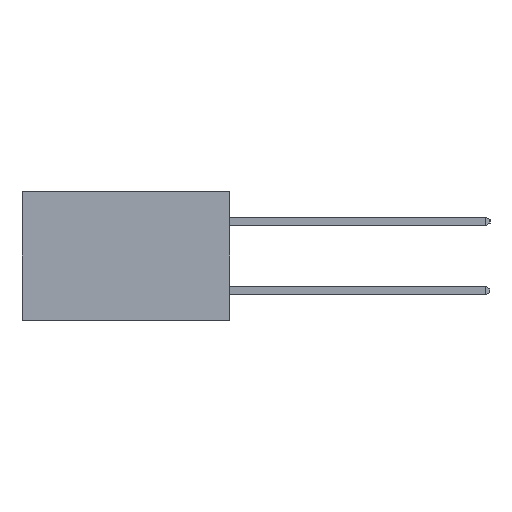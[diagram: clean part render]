
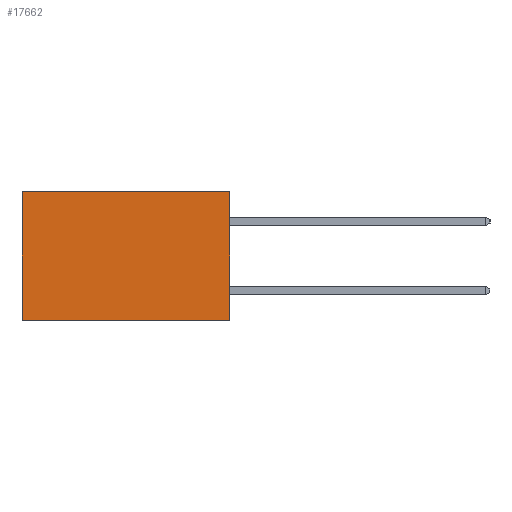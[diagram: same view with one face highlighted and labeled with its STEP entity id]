
A CAD part, left-side view. The second image highlights one B-rep face of the part: STEP entity #17662.
In plain terms, the highlighted planar face has unit normal (-1, 0, 0).
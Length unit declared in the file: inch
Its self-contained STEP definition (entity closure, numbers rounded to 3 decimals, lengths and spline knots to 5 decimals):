
#892 = ORIENTED_EDGE ( 'NONE', *, *, #5436, .T. ) ;
#1990 = PLANE ( 'NONE',  #8181 ) ;
#3115 = DIRECTION ( 'NONE',  ( 0., 0., -1. ) ) ;
#3417 = DIRECTION ( 'NONE',  ( 0., 0., -1. ) ) ;
#3483 = EDGE_CURVE ( 'NONE', #11355, #15488, #16473, .T. ) ;
#3842 = EDGE_LOOP ( 'NONE', ( #892, #4334, #17815, #12484 ) ) ;
#4334 = ORIENTED_EDGE ( 'NONE', *, *, #11766, .F. ) ;
#4547 = VERTEX_POINT ( 'NONE', #14759 ) ;
#4703 = FACE_OUTER_BOUND ( 'NONE', #3842, .T. ) ;
#5311 = LINE ( 'NONE', #8073, #8566 ) ;
#5436 = EDGE_CURVE ( 'NONE', #6744, #4547, #10370, .T. ) ;
#5714 = CARTESIAN_POINT ( 'NONE',  ( 0.298, 0.6, 0. ) ) ;
#6206 = LINE ( 'NONE', #12623, #16859 ) ;
#6696 = VECTOR ( 'NONE', #3115, 39.37008 ) ;
#6744 = VERTEX_POINT ( 'NONE', #11550 ) ;
#7480 = EDGE_CURVE ( 'NONE', #11355, #6744, #6206, .T. ) ;
#7665 = DIRECTION ( 'NONE',  ( 0., 1., 0. ) ) ;
#8073 = CARTESIAN_POINT ( 'NONE',  ( 0.298, 0., -0.37 ) ) ;
#8181 = AXIS2_PLACEMENT_3D ( 'NONE', #10348, #11756, #3417 ) ;
#8566 = VECTOR ( 'NONE', #16386, 39.37008 ) ;
#8617 = CARTESIAN_POINT ( 'NONE',  ( 0.298, 0., 0. ) ) ;
#8643 = VECTOR ( 'NONE', #13680, 39.37008 ) ;
#10162 = CARTESIAN_POINT ( 'NONE',  ( 0.298, 0., 0. ) ) ;
#10348 = CARTESIAN_POINT ( 'NONE',  ( 0.298, 0., 0. ) ) ;
#10370 = LINE ( 'NONE', #5714, #6696 ) ;
#11355 = VERTEX_POINT ( 'NONE', #8617 ) ;
#11550 = CARTESIAN_POINT ( 'NONE',  ( 0.298, 0.6, 0. ) ) ;
#11756 = DIRECTION ( 'NONE',  ( 1., 0., 0. ) ) ;
#11766 = EDGE_CURVE ( 'NONE', #15488, #4547, #5311, .T. ) ;
#12484 = ORIENTED_EDGE ( 'NONE', *, *, #7480, .T. ) ;
#12623 = CARTESIAN_POINT ( 'NONE',  ( 0.298, 0., 0. ) ) ;
#13680 = DIRECTION ( 'NONE',  ( 0., 0., -1. ) ) ;
#14759 = CARTESIAN_POINT ( 'NONE',  ( 0.298, 0.6, -0.37 ) ) ;
#15488 = VERTEX_POINT ( 'NONE', #15867 ) ;
#15867 = CARTESIAN_POINT ( 'NONE',  ( 0.298, 0., -0.37 ) ) ;
#16386 = DIRECTION ( 'NONE',  ( 0., 1., 0. ) ) ;
#16473 = LINE ( 'NONE', #10162, #8643 ) ;
#16859 = VECTOR ( 'NONE', #7665, 39.37008 ) ;
#17662 = ADVANCED_FACE ( 'NONE', ( #4703 ), #1990, .F. ) ;
#17815 = ORIENTED_EDGE ( 'NONE', *, *, #3483, .F. ) ;
